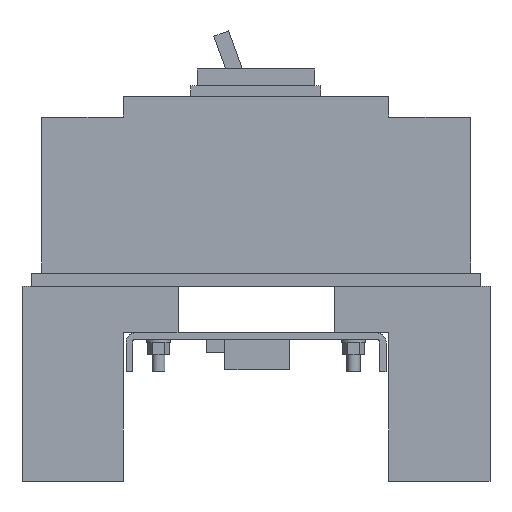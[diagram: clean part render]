
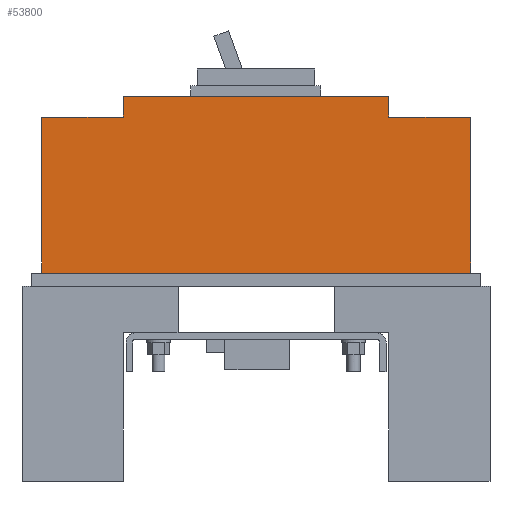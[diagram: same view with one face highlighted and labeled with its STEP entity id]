
A CAD part, left-side view. The second image highlights one B-rep face of the part: STEP entity #53800.
In plain terms, the highlighted planar face has unit normal (-1, 0, 0).
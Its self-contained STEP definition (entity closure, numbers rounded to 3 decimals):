
#53090=CARTESIAN_POINT('',(0.,124.055,0.));
#53100=DIRECTION('',(1.,-0.,0.));
#53110=DIRECTION('',(0.,0.,-1.));
#53120=AXIS2_PLACEMENT_3D('',#53090,#53100,#53110);
#53130=PLANE('',#53120);
#53140=CARTESIAN_POINT('',(0.,0.,-10.5));
#53150=DIRECTION('',(0.,-1.,0.));
#53160=VECTOR('',#53150,1.);
#53170=LINE('',#53140,#53160);
#53180=CARTESIAN_POINT('',(0.,141.,-10.5));
#53190=VERTEX_POINT('',#53180);
#53200=CARTESIAN_POINT('',(0.,39.,-10.5));
#53210=VERTEX_POINT('',#53200);
#53220=EDGE_CURVE('',#53190,#53210,#53170,.T.);
#53230=ORIENTED_EDGE('',*,*,#53220,.F.);
#53240=CARTESIAN_POINT('',(0.,39.,0.));
#53250=DIRECTION('',(0.,0.,-1.));
#53260=VECTOR('',#53250,1.);
#53270=LINE('',#53240,#53260);
#53280=CARTESIAN_POINT('',(0.,39.,-18.5));
#53290=VERTEX_POINT('',#53280);
#53300=EDGE_CURVE('',#53210,#53290,#53270,.T.);
#53310=ORIENTED_EDGE('',*,*,#53300,.F.);
#53320=CARTESIAN_POINT('',(0.,0.,-18.5));
#53330=DIRECTION('',(0.,-1.,0.));
#53340=VECTOR('',#53330,1.);
#53350=LINE('',#53320,#53340);
#53360=CARTESIAN_POINT('',(0.,7.5,-18.5));
#53370=VERTEX_POINT('',#53360);
#53380=EDGE_CURVE('',#53290,#53370,#53350,.T.);
#53390=ORIENTED_EDGE('',*,*,#53380,.F.);
#53400=CARTESIAN_POINT('',(0.,7.5,0.));
#53410=DIRECTION('',(0.,0.,-1.));
#53420=VECTOR('',#53410,1.);
#53430=LINE('',#53400,#53420);
#53440=CARTESIAN_POINT('',(0.,7.5,-78.5));
#53450=VERTEX_POINT('',#53440);
#53460=EDGE_CURVE('',#53370,#53450,#53430,.T.);
#53470=ORIENTED_EDGE('',*,*,#53460,.F.);
#53480=CARTESIAN_POINT('',(0.,0.,-78.5));
#53490=DIRECTION('',(0.,1.,0.));
#53500=VECTOR('',#53490,1.);
#53510=LINE('',#53480,#53500);
#53520=CARTESIAN_POINT('',(0.,172.5,-78.5));
#53530=VERTEX_POINT('',#53520);
#53540=EDGE_CURVE('',#53450,#53530,#53510,.T.);
#53550=ORIENTED_EDGE('',*,*,#53540,.F.);
#53560=CARTESIAN_POINT('',(0.,172.5,0.));
#53570=DIRECTION('',(0.,0.,1.));
#53580=VECTOR('',#53570,1.);
#53590=LINE('',#53560,#53580);
#53600=CARTESIAN_POINT('',(0.,172.5,-18.5));
#53610=VERTEX_POINT('',#53600);
#53620=EDGE_CURVE('',#53530,#53610,#53590,.T.);
#53630=ORIENTED_EDGE('',*,*,#53620,.F.);
#53640=CARTESIAN_POINT('',(0.,0.,-18.5));
#53650=DIRECTION('',(0.,-1.,0.));
#53660=VECTOR('',#53650,1.);
#53670=LINE('',#53640,#53660);
#53680=CARTESIAN_POINT('',(0.,141.,-18.5));
#53690=VERTEX_POINT('',#53680);
#53700=EDGE_CURVE('',#53610,#53690,#53670,.T.);
#53710=ORIENTED_EDGE('',*,*,#53700,.F.);
#53720=CARTESIAN_POINT('',(0.,141.,0.));
#53730=DIRECTION('',(0.,0.,1.));
#53740=VECTOR('',#53730,1.);
#53750=LINE('',#53720,#53740);
#53760=EDGE_CURVE('',#53690,#53190,#53750,.T.);
#53770=ORIENTED_EDGE('',*,*,#53760,.F.);
#53780=EDGE_LOOP('',(#53770,#53710,#53630,#53550,#53470,#53390,#53310,
#53230));
#53790=FACE_OUTER_BOUND('',#53780,.T.);
#53800=ADVANCED_FACE('',(#53790),#53130,.F.);
